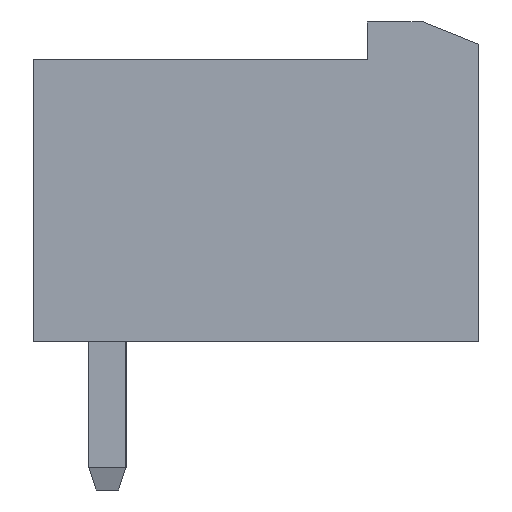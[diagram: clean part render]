
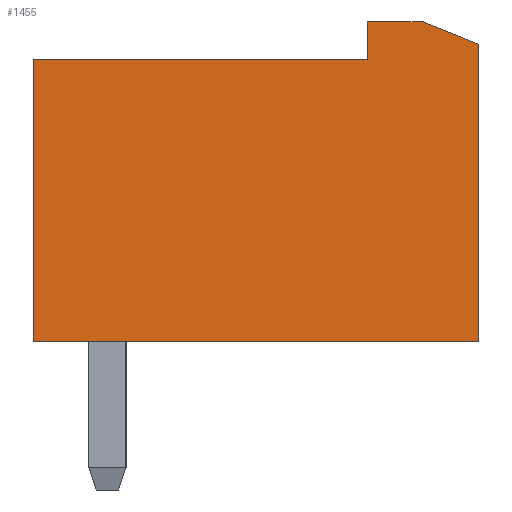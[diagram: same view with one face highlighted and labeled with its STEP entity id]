
A CAD part, left-side view. The second image highlights one B-rep face of the part: STEP entity #1455.
In plain terms, the highlighted planar face has unit normal (-1, 0, 0).
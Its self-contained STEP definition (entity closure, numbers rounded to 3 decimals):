
#22 = VERTEX_POINT('',#23);
#23 = CARTESIAN_POINT('',(-3.5,2.,7.6));
#32 = PLANE('',#33);
#33 = AXIS2_PLACEMENT_3D('',#34,#35,#36);
#34 = CARTESIAN_POINT('',(-3.5,2.,7.6));
#35 = DIRECTION('',(0.,1.,0.));
#36 = DIRECTION('',(0.,0.,-1.));
#44 = PLANE('',#45);
#45 = AXIS2_PLACEMENT_3D('',#46,#47,#48);
#46 = CARTESIAN_POINT('',(-3.5,-7.,7.6));
#47 = DIRECTION('',(0.,0.,1.));
#48 = DIRECTION('',(0.,1.,0.));
#85 = VERTEX_POINT('',#86);
#86 = CARTESIAN_POINT('',(-3.5,2.,0.));
#100 = PLANE('',#101);
#101 = AXIS2_PLACEMENT_3D('',#102,#103,#104);
#102 = CARTESIAN_POINT('',(-3.5,2.,0.));
#103 = DIRECTION('',(0.,0.,-1.));
#104 = DIRECTION('',(0.,-1.,0.));
#112 = EDGE_CURVE('',#22,#85,#113,.T.);
#113 = SURFACE_CURVE('',#114,(#118,#125),.PCURVE_S1.);
#114 = LINE('',#115,#116);
#115 = CARTESIAN_POINT('',(-3.5,2.,7.6));
#116 = VECTOR('',#117,1.);
#117 = DIRECTION('',(0.,0.,-1.));
#118 = PCURVE('',#32,#119);
#119 = DEFINITIONAL_REPRESENTATION('',(#120),#124);
#120 = LINE('',#121,#122);
#121 = CARTESIAN_POINT('',(0.,0.));
#122 = VECTOR('',#123,1.);
#123 = DIRECTION('',(1.,0.));
#124 = ( GEOMETRIC_REPRESENTATION_CONTEXT(2)
PARAMETRIC_REPRESENTATION_CONTEXT() REPRESENTATION_CONTEXT('2D SPACE',''
) );
#125 = PCURVE('',#126,#131);
#126 = PLANE('',#127);
#127 = AXIS2_PLACEMENT_3D('',#128,#129,#130);
#128 = CARTESIAN_POINT('',(-3.5,2.,7.6));
#129 = DIRECTION('',(1.,0.,0.));
#130 = DIRECTION('',(0.,-1.,0.));
#131 = DEFINITIONAL_REPRESENTATION('',(#132),#136);
#132 = LINE('',#133,#134);
#133 = CARTESIAN_POINT('',(0.,0.));
#134 = VECTOR('',#135,1.);
#135 = DIRECTION('',(0.,1.));
#136 = ( GEOMETRIC_REPRESENTATION_CONTEXT(2)
PARAMETRIC_REPRESENTATION_CONTEXT() REPRESENTATION_CONTEXT('2D SPACE',''
) );
#142 = VERTEX_POINT('',#143);
#143 = CARTESIAN_POINT('',(-3.5,-7.,7.6));
#159 = PLANE('',#160);
#160 = AXIS2_PLACEMENT_3D('',#161,#162,#163);
#161 = CARTESIAN_POINT('',(-3.5,-7.,8.6));
#162 = DIRECTION('',(0.,1.,0.));
#163 = DIRECTION('',(0.,0.,-1.));
#193 = EDGE_CURVE('',#142,#22,#194,.T.);
#194 = SURFACE_CURVE('',#195,(#199,#206),.PCURVE_S1.);
#195 = LINE('',#196,#197);
#196 = CARTESIAN_POINT('',(-3.5,-7.,7.6));
#197 = VECTOR('',#198,1.);
#198 = DIRECTION('',(0.,1.,0.));
#199 = PCURVE('',#44,#200);
#200 = DEFINITIONAL_REPRESENTATION('',(#201),#205);
#201 = LINE('',#202,#203);
#202 = CARTESIAN_POINT('',(0.,0.));
#203 = VECTOR('',#204,1.);
#204 = DIRECTION('',(1.,0.));
#205 = ( GEOMETRIC_REPRESENTATION_CONTEXT(2)
PARAMETRIC_REPRESENTATION_CONTEXT() REPRESENTATION_CONTEXT('2D SPACE',''
) );
#206 = PCURVE('',#126,#207);
#207 = DEFINITIONAL_REPRESENTATION('',(#208),#212);
#208 = LINE('',#209,#210);
#209 = CARTESIAN_POINT('',(9.,0.));
#210 = VECTOR('',#211,1.);
#211 = DIRECTION('',(-1.,0.));
#212 = ( GEOMETRIC_REPRESENTATION_CONTEXT(2)
PARAMETRIC_REPRESENTATION_CONTEXT() REPRESENTATION_CONTEXT('2D SPACE',''
) );
#242 = VERTEX_POINT('',#243);
#243 = CARTESIAN_POINT('',(-3.5,-10.,0.));
#257 = PLANE('',#258);
#258 = AXIS2_PLACEMENT_3D('',#259,#260,#261);
#259 = CARTESIAN_POINT('',(-3.5,-10.,0.));
#260 = DIRECTION('',(0.,-1.,0.));
#261 = DIRECTION('',(0.,0.,1.));
#269 = EDGE_CURVE('',#85,#242,#270,.T.);
#270 = SURFACE_CURVE('',#271,(#275,#282),.PCURVE_S1.);
#271 = LINE('',#272,#273);
#272 = CARTESIAN_POINT('',(-3.5,2.,0.));
#273 = VECTOR('',#274,1.);
#274 = DIRECTION('',(0.,-1.,0.));
#275 = PCURVE('',#100,#276);
#276 = DEFINITIONAL_REPRESENTATION('',(#277),#281);
#277 = LINE('',#278,#279);
#278 = CARTESIAN_POINT('',(0.,0.));
#279 = VECTOR('',#280,1.);
#280 = DIRECTION('',(1.,0.));
#281 = ( GEOMETRIC_REPRESENTATION_CONTEXT(2)
PARAMETRIC_REPRESENTATION_CONTEXT() REPRESENTATION_CONTEXT('2D SPACE',''
) );
#282 = PCURVE('',#126,#283);
#283 = DEFINITIONAL_REPRESENTATION('',(#284),#288);
#284 = LINE('',#285,#286);
#285 = CARTESIAN_POINT('',(0.,7.6));
#286 = VECTOR('',#287,1.);
#287 = DIRECTION('',(1.,0.));
#288 = ( GEOMETRIC_REPRESENTATION_CONTEXT(2)
PARAMETRIC_REPRESENTATION_CONTEXT() REPRESENTATION_CONTEXT('2D SPACE',''
) );
#1455 = ADVANCED_FACE('',(#1456),#126,.F.);
#1456 = FACE_BOUND('',#1457,.T.);
#1457 = EDGE_LOOP('',(#1458,#1459,#1460,#1483,#1511,#1539,#1560));
#1458 = ORIENTED_EDGE('',*,*,#112,.T.);
#1459 = ORIENTED_EDGE('',*,*,#269,.T.);
#1460 = ORIENTED_EDGE('',*,*,#1461,.T.);
#1461 = EDGE_CURVE('',#242,#1462,#1464,.T.);
#1462 = VERTEX_POINT('',#1463);
#1463 = CARTESIAN_POINT('',(-3.5,-10.,8.));
#1464 = SURFACE_CURVE('',#1465,(#1469,#1476),.PCURVE_S1.);
#1465 = LINE('',#1466,#1467);
#1466 = CARTESIAN_POINT('',(-3.5,-10.,0.));
#1467 = VECTOR('',#1468,1.);
#1468 = DIRECTION('',(0.,0.,1.));
#1469 = PCURVE('',#126,#1470);
#1470 = DEFINITIONAL_REPRESENTATION('',(#1471),#1475);
#1471 = LINE('',#1472,#1473);
#1472 = CARTESIAN_POINT('',(12.,7.6));
#1473 = VECTOR('',#1474,1.);
#1474 = DIRECTION('',(0.,-1.));
#1475 = ( GEOMETRIC_REPRESENTATION_CONTEXT(2)
PARAMETRIC_REPRESENTATION_CONTEXT() REPRESENTATION_CONTEXT('2D SPACE',''
) );
#1476 = PCURVE('',#257,#1477);
#1477 = DEFINITIONAL_REPRESENTATION('',(#1478),#1482);
#1478 = LINE('',#1479,#1480);
#1479 = CARTESIAN_POINT('',(0.,0.));
#1480 = VECTOR('',#1481,1.);
#1481 = DIRECTION('',(1.,0.));
#1482 = ( GEOMETRIC_REPRESENTATION_CONTEXT(2)
PARAMETRIC_REPRESENTATION_CONTEXT() REPRESENTATION_CONTEXT('2D SPACE',''
) );
#1483 = ORIENTED_EDGE('',*,*,#1484,.T.);
#1484 = EDGE_CURVE('',#1462,#1485,#1487,.T.);
#1485 = VERTEX_POINT('',#1486);
#1486 = CARTESIAN_POINT('',(-3.5,-8.5,8.6));
#1487 = SURFACE_CURVE('',#1488,(#1492,#1499),.PCURVE_S1.);
#1488 = LINE('',#1489,#1490);
#1489 = CARTESIAN_POINT('',(-3.5,-10.,8.));
#1490 = VECTOR('',#1491,1.);
#1491 = DIRECTION('',(0.,0.928,0.371));
#1492 = PCURVE('',#126,#1493);
#1493 = DEFINITIONAL_REPRESENTATION('',(#1494),#1498);
#1494 = LINE('',#1495,#1496);
#1495 = CARTESIAN_POINT('',(12.,-0.4));
#1496 = VECTOR('',#1497,1.);
#1497 = DIRECTION('',(-0.928,-0.371));
#1498 = ( GEOMETRIC_REPRESENTATION_CONTEXT(2)
PARAMETRIC_REPRESENTATION_CONTEXT() REPRESENTATION_CONTEXT('2D SPACE',''
) );
#1499 = PCURVE('',#1500,#1505);
#1500 = PLANE('',#1501);
#1501 = AXIS2_PLACEMENT_3D('',#1502,#1503,#1504);
#1502 = CARTESIAN_POINT('',(-3.5,-10.,8.));
#1503 = DIRECTION('',(0.,-0.371,0.928));
#1504 = DIRECTION('',(0.,0.928,0.371));
#1505 = DEFINITIONAL_REPRESENTATION('',(#1506),#1510);
#1506 = LINE('',#1507,#1508);
#1507 = CARTESIAN_POINT('',(0.,0.));
#1508 = VECTOR('',#1509,1.);
#1509 = DIRECTION('',(1.,0.));
#1510 = ( GEOMETRIC_REPRESENTATION_CONTEXT(2)
PARAMETRIC_REPRESENTATION_CONTEXT() REPRESENTATION_CONTEXT('2D SPACE',''
) );
#1511 = ORIENTED_EDGE('',*,*,#1512,.T.);
#1512 = EDGE_CURVE('',#1485,#1513,#1515,.T.);
#1513 = VERTEX_POINT('',#1514);
#1514 = CARTESIAN_POINT('',(-3.5,-7.,8.6));
#1515 = SURFACE_CURVE('',#1516,(#1520,#1527),.PCURVE_S1.);
#1516 = LINE('',#1517,#1518);
#1517 = CARTESIAN_POINT('',(-3.5,-8.5,8.6));
#1518 = VECTOR('',#1519,1.);
#1519 = DIRECTION('',(0.,1.,0.));
#1520 = PCURVE('',#126,#1521);
#1521 = DEFINITIONAL_REPRESENTATION('',(#1522),#1526);
#1522 = LINE('',#1523,#1524);
#1523 = CARTESIAN_POINT('',(10.5,-1.));
#1524 = VECTOR('',#1525,1.);
#1525 = DIRECTION('',(-1.,0.));
#1526 = ( GEOMETRIC_REPRESENTATION_CONTEXT(2)
PARAMETRIC_REPRESENTATION_CONTEXT() REPRESENTATION_CONTEXT('2D SPACE',''
) );
#1527 = PCURVE('',#1528,#1533);
#1528 = PLANE('',#1529);
#1529 = AXIS2_PLACEMENT_3D('',#1530,#1531,#1532);
#1530 = CARTESIAN_POINT('',(-3.5,-8.5,8.6));
#1531 = DIRECTION('',(0.,0.,1.));
#1532 = DIRECTION('',(0.,1.,0.));
#1533 = DEFINITIONAL_REPRESENTATION('',(#1534),#1538);
#1534 = LINE('',#1535,#1536);
#1535 = CARTESIAN_POINT('',(0.,0.));
#1536 = VECTOR('',#1537,1.);
#1537 = DIRECTION('',(1.,0.));
#1538 = ( GEOMETRIC_REPRESENTATION_CONTEXT(2)
PARAMETRIC_REPRESENTATION_CONTEXT() REPRESENTATION_CONTEXT('2D SPACE',''
) );
#1539 = ORIENTED_EDGE('',*,*,#1540,.T.);
#1540 = EDGE_CURVE('',#1513,#142,#1541,.T.);
#1541 = SURFACE_CURVE('',#1542,(#1546,#1553),.PCURVE_S1.);
#1542 = LINE('',#1543,#1544);
#1543 = CARTESIAN_POINT('',(-3.5,-7.,8.6));
#1544 = VECTOR('',#1545,1.);
#1545 = DIRECTION('',(0.,0.,-1.));
#1546 = PCURVE('',#126,#1547);
#1547 = DEFINITIONAL_REPRESENTATION('',(#1548),#1552);
#1548 = LINE('',#1549,#1550);
#1549 = CARTESIAN_POINT('',(9.,-1.));
#1550 = VECTOR('',#1551,1.);
#1551 = DIRECTION('',(0.,1.));
#1552 = ( GEOMETRIC_REPRESENTATION_CONTEXT(2)
PARAMETRIC_REPRESENTATION_CONTEXT() REPRESENTATION_CONTEXT('2D SPACE',''
) );
#1553 = PCURVE('',#159,#1554);
#1554 = DEFINITIONAL_REPRESENTATION('',(#1555),#1559);
#1555 = LINE('',#1556,#1557);
#1556 = CARTESIAN_POINT('',(0.,0.));
#1557 = VECTOR('',#1558,1.);
#1558 = DIRECTION('',(1.,0.));
#1559 = ( GEOMETRIC_REPRESENTATION_CONTEXT(2)
PARAMETRIC_REPRESENTATION_CONTEXT() REPRESENTATION_CONTEXT('2D SPACE',''
) );
#1560 = ORIENTED_EDGE('',*,*,#193,.T.);
